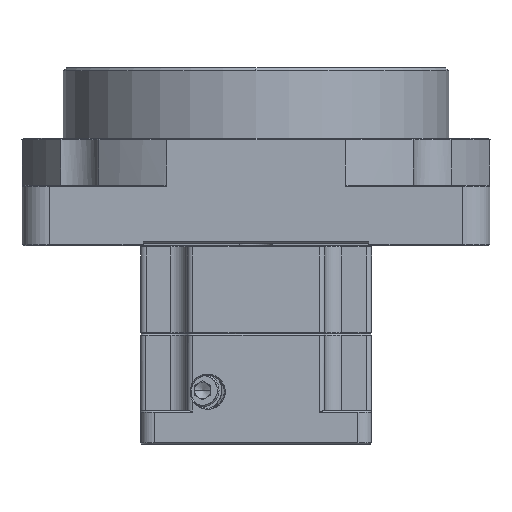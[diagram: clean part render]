
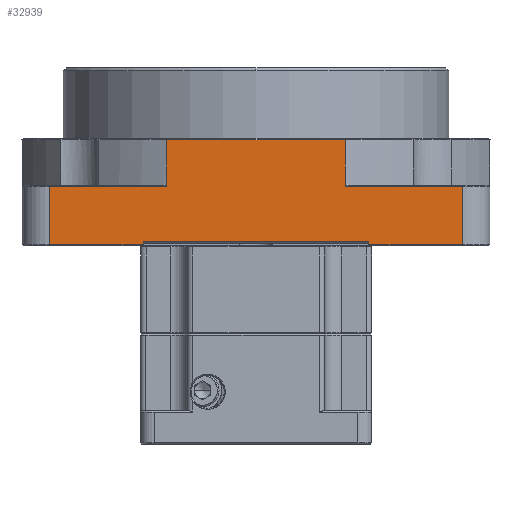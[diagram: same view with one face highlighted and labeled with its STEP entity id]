
A CAD part, left-side view. The second image highlights one B-rep face of the part: STEP entity #32939.
In plain terms, the highlighted planar face has unit normal (-1, 0, 0).
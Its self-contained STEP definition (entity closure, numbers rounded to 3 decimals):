
#521=LINE('',#79895,#2993);
#522=LINE('',#79898,#2994);
#523=LINE('',#79900,#2995);
#524=LINE('',#79902,#2996);
#525=LINE('',#79904,#2997);
#526=LINE('',#79906,#2998);
#527=LINE('',#79908,#2999);
#528=LINE('',#79910,#3000);
#529=LINE('',#79912,#3001);
#530=LINE('',#79914,#3002);
#531=LINE('',#79916,#3003);
#532=LINE('',#79918,#3004);
#2993=VECTOR('',#67113,1.);
#2994=VECTOR('',#67114,1.);
#2995=VECTOR('',#67115,1.);
#2996=VECTOR('',#67116,1.);
#2997=VECTOR('',#67117,1.);
#2998=VECTOR('',#67118,1.);
#2999=VECTOR('',#67119,1.);
#3000=VECTOR('',#67120,1.);
#3001=VECTOR('',#67121,1.);
#3002=VECTOR('',#67122,1.);
#3003=VECTOR('',#67123,1.);
#3004=VECTOR('',#67124,1.);
#6073=FACE_OUTER_BOUND('',#35438,.T.);
#32939=ADVANCED_FACE('',(#6073),#34365,.F.);
#34365=PLANE('',#62372);
#35438=EDGE_LOOP('',(#38065,#38066,#38067,#38068,#38069,#38070,#38071,#38072,
#38073,#38074,#38075,#38076));
#38065=ORIENTED_EDGE('',*,*,#53028,.T.);
#38066=ORIENTED_EDGE('',*,*,#53029,.T.);
#38067=ORIENTED_EDGE('',*,*,#53030,.T.);
#38068=ORIENTED_EDGE('',*,*,#53031,.T.);
#38069=ORIENTED_EDGE('',*,*,#53032,.T.);
#38070=ORIENTED_EDGE('',*,*,#53033,.T.);
#38071=ORIENTED_EDGE('',*,*,#53034,.T.);
#38072=ORIENTED_EDGE('',*,*,#53035,.T.);
#38073=ORIENTED_EDGE('',*,*,#53036,.T.);
#38074=ORIENTED_EDGE('',*,*,#53037,.T.);
#38075=ORIENTED_EDGE('',*,*,#53038,.T.);
#38076=ORIENTED_EDGE('',*,*,#53039,.T.);
#45833=VERTEX_POINT('',#79896);
#45834=VERTEX_POINT('',#79897);
#45835=VERTEX_POINT('',#79899);
#45836=VERTEX_POINT('',#79901);
#45837=VERTEX_POINT('',#79903);
#45838=VERTEX_POINT('',#79905);
#45839=VERTEX_POINT('',#79907);
#45840=VERTEX_POINT('',#79909);
#45841=VERTEX_POINT('',#79911);
#45842=VERTEX_POINT('',#79913);
#45843=VERTEX_POINT('',#79915);
#45844=VERTEX_POINT('',#79917);
#53028=EDGE_CURVE('',#45833,#45834,#521,.T.);
#53029=EDGE_CURVE('',#45834,#45835,#522,.T.);
#53030=EDGE_CURVE('',#45835,#45836,#523,.T.);
#53031=EDGE_CURVE('',#45836,#45837,#524,.T.);
#53032=EDGE_CURVE('',#45837,#45838,#525,.T.);
#53033=EDGE_CURVE('',#45838,#45839,#526,.T.);
#53034=EDGE_CURVE('',#45839,#45840,#527,.T.);
#53035=EDGE_CURVE('',#45840,#45841,#528,.T.);
#53036=EDGE_CURVE('',#45841,#45842,#529,.T.);
#53037=EDGE_CURVE('',#45842,#45843,#530,.T.);
#53038=EDGE_CURVE('',#45843,#45844,#531,.T.);
#53039=EDGE_CURVE('',#45844,#45833,#532,.T.);
#62372=AXIS2_PLACEMENT_3D('',#79919,#67125,#67126);
#67113=DIRECTION('',(0.,1.,0.));
#67114=DIRECTION('',(0.,0.,-1.));
#67115=DIRECTION('',(0.,1.,0.));
#67116=DIRECTION('',(0.,0.,-1.));
#67117=DIRECTION('',(0.,-1.,0.));
#67118=DIRECTION('',(0.,0.,1.));
#67119=DIRECTION('',(0.,-1.,0.));
#67120=DIRECTION('',(0.,0.,-1.));
#67121=DIRECTION('',(0.,-1.,0.));
#67122=DIRECTION('',(0.,0.,1.));
#67123=DIRECTION('',(0.,1.,0.));
#67124=DIRECTION('',(0.,0.,1.));
#67125=DIRECTION('',(1.,0.,0.));
#67126=DIRECTION('',(0.,-1.,0.));
#79895=CARTESIAN_POINT('',(-36.06,0.,8.3));
#79896=CARTESIAN_POINT('',(-36.06,-16.248,8.3));
#79897=CARTESIAN_POINT('',(-36.06,16.248,8.3));
#79898=CARTESIAN_POINT('',(-36.06,16.248,4.05));
#79899=CARTESIAN_POINT('',(-36.06,16.248,-0.2));
#79900=CARTESIAN_POINT('',(-36.06,26.874,-0.2));
#79901=CARTESIAN_POINT('',(-36.06,37.5,-0.2));
#79902=CARTESIAN_POINT('',(-36.06,37.5,-5.5));
#79903=CARTESIAN_POINT('',(-36.06,37.5,-10.8));
#79904=CARTESIAN_POINT('',(-36.06,29.,-10.8));
#79905=CARTESIAN_POINT('',(-36.06,20.5,-10.8));
#79906=CARTESIAN_POINT('',(-36.06,20.5,-10.55));
#79907=CARTESIAN_POINT('',(-36.06,20.5,-10.3));
#79908=CARTESIAN_POINT('',(-36.06,0.,-10.3));
#79909=CARTESIAN_POINT('',(-36.06,-20.5,-10.3));
#79910=CARTESIAN_POINT('',(-36.06,-20.5,-10.55));
#79911=CARTESIAN_POINT('',(-36.06,-20.5,-10.8));
#79912=CARTESIAN_POINT('',(-36.06,-29.,-10.8));
#79913=CARTESIAN_POINT('',(-36.06,-37.5,-10.8));
#79914=CARTESIAN_POINT('',(-36.06,-37.5,-5.5));
#79915=CARTESIAN_POINT('',(-36.06,-37.5,-0.2));
#79916=CARTESIAN_POINT('',(-36.06,-26.874,-0.2));
#79917=CARTESIAN_POINT('',(-36.06,-16.248,-0.2));
#79918=CARTESIAN_POINT('',(-36.06,-16.248,4.05));
#79919=CARTESIAN_POINT('',(-36.06,0.,-1.25));
